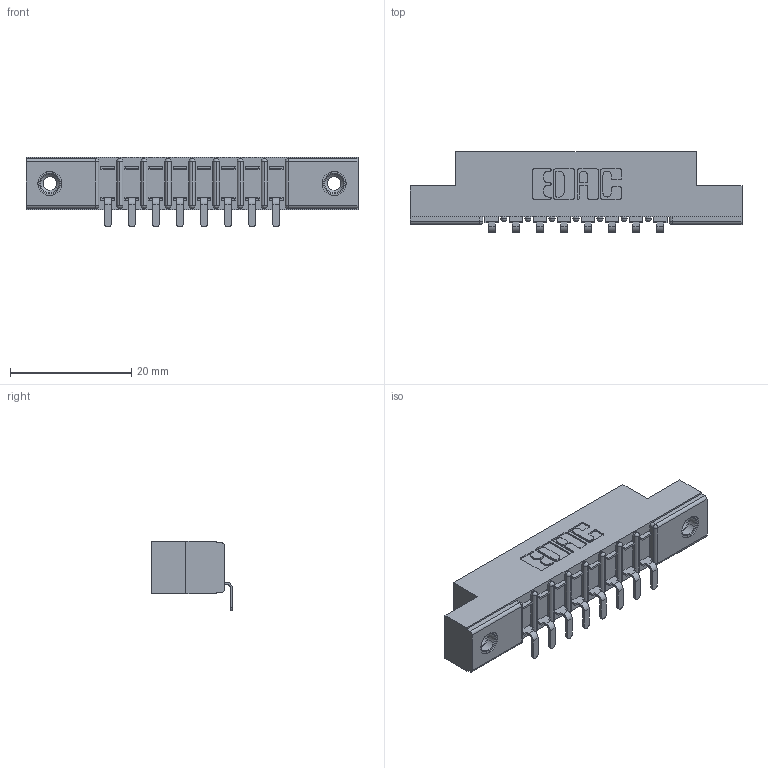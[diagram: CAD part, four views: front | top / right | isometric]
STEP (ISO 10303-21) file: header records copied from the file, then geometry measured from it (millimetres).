
FILE_DESCRIPTION (( 'STEP AP203' ), '1' );
FILE_NAME ('307-008-453-108.STEP', '2020-09-25T04:20:50', ( '' ), ( '' ), 'SwSTEP 2.0', 'SolidWorks 2020', '' );
FILE_SCHEMA (( 'CONFIG_CONTROL_DESIGN' ));
Length unit declared in the file: inch
Products named in the file (4): 307-008-453-108; 345-250-001_345-250-003-102; 307 Part_.156 Dia Mounting Holes; 307-290-002_553
Assembly tree (11 placements, depth 2):
  307-008-453-108
    307 Part_.156 Dia Mounting Holes
    307-290-002_553  x8
    345-250-001_345-250-003-102  x2
Bounding box: 54.71 x 13.32 x 11.51 mm (x, y, z)
Volume: 3598.1 mm3; surface area: 5787 mm2
Topology: 11 solids, 11 shells, 811 faces, 2411 edges, 1574 vertices
Faces by surface type: plane 478, cylinder 299, sphere 18, cone 12, torus 4
Entity records: 13089 total; most frequent: CARTESIAN_POINT 2183, ORIENTED_EDGE 2166, DIRECTION 2147, EDGE_CURVE 1083, VECTOR 811, LINE 811, VERTEX_POINT 704, AXIS2_PLACEMENT_3D 668
